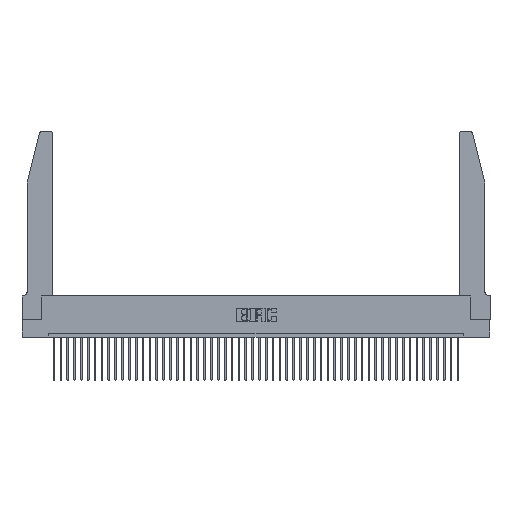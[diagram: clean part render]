
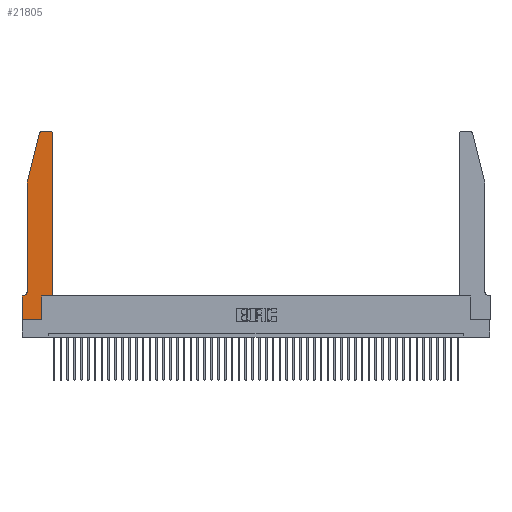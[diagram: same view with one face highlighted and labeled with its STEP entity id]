
A CAD part, top view. The second image highlights one B-rep face of the part: STEP entity #21805.
In plain terms, the highlighted planar face has unit normal (0, 0, 1).
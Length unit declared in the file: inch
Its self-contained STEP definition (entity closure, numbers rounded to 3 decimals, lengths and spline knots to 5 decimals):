
#655 = CARTESIAN_POINT ( 'NONE',  ( 0.0055, 0.42, 0.37 ) ) ;
#1077 = AXIS2_PLACEMENT_3D ( 'NONE', #42631, #2393, #24517 ) ;
#1148 = CARTESIAN_POINT ( 'NONE',  ( 0.4505, 2.72, 0.37 ) ) ;
#2150 = CARTESIAN_POINT ( 'NONE',  ( 0.284, 2.75, 0.37 ) ) ;
#2393 = DIRECTION ( 'NONE',  ( 0., 0., 1. ) ) ;
#2774 = LINE ( 'NONE', #18049, #29730 ) ;
#3518 = CARTESIAN_POINT ( 'NONE',  ( 0.2865, 0., 0.37 ) ) ;
#4027 = CARTESIAN_POINT ( 'NONE',  ( 0.4505, 0.35, 0.37 ) ) ;
#5443 = ORIENTED_EDGE ( 'NONE', *, *, #39121, .T. ) ;
#5686 = ORIENTED_EDGE ( 'NONE', *, *, #8909, .T. ) ;
#6291 = AXIS2_PLACEMENT_3D ( 'NONE', #655, #15463, #36779 ) ;
#6372 = DIRECTION ( 'NONE',  ( -1., 0., 0. ) ) ;
#7523 = EDGE_CURVE ( 'NONE', #13077, #28429, #28087, .T. ) ;
#7778 = EDGE_CURVE ( 'NONE', #36379, #34080, #2774, .T. ) ;
#8567 = VERTEX_POINT ( 'NONE', #36079 ) ;
#8687 = CIRCLE ( 'NONE', #6291, 0.07 ) ;
#8909 = EDGE_CURVE ( 'NONE', #39811, #15500, #14126, .T. ) ;
#9019 = DIRECTION ( 'NONE',  ( 1., 0., 0. ) ) ;
#9041 = ORIENTED_EDGE ( 'NONE', *, *, #32477, .T. ) ;
#9051 = LINE ( 'NONE', #17244, #22740 ) ;
#9632 = CARTESIAN_POINT ( 'NONE',  ( 0., 0., 0.37 ) ) ;
#9785 = CARTESIAN_POINT ( 'NONE',  ( 0.4205, 2.75, 0.37 ) ) ;
#10066 = EDGE_CURVE ( 'NONE', #28429, #47229, #28281, .T. ) ;
#12045 = CARTESIAN_POINT ( 'NONE',  ( 0.2865, 0.35, 0.37 ) ) ;
#12102 = ORIENTED_EDGE ( 'NONE', *, *, #14477, .T. ) ;
#13077 = VERTEX_POINT ( 'NONE', #1148 ) ;
#13242 = DIRECTION ( 'NONE',  ( 1., 0., 0. ) ) ;
#13291 = LINE ( 'NONE', #23155, #32190 ) ;
#13478 = ORIENTED_EDGE ( 'NONE', *, *, #7778, .T. ) ;
#13916 = CARTESIAN_POINT ( 'NONE',  ( 0., 0.35, 0.37 ) ) ;
#14085 = ORIENTED_EDGE ( 'NONE', *, *, #31542, .T. ) ;
#14126 = LINE ( 'NONE', #15907, #46749 ) ;
#14477 = EDGE_CURVE ( 'NONE', #34080, #39811, #15623, .T. ) ;
#15463 = DIRECTION ( 'NONE',  ( 0., 0., -1. ) ) ;
#15500 = VERTEX_POINT ( 'NONE', #38605 ) ;
#15623 = LINE ( 'NONE', #19589, #45971 ) ;
#15907 = CARTESIAN_POINT ( 'NONE',  ( 0.4505, 0.35, 0.37 ) ) ;
#15927 = DIRECTION ( 'NONE',  ( 0., 1., 0. ) ) ;
#16771 = ORIENTED_EDGE ( 'NONE', *, *, #33626, .T. ) ;
#17129 = CARTESIAN_POINT ( 'NONE',  ( 0.2605, 2.75, 0.37 ) ) ;
#17227 = VECTOR ( 'NONE', #38032, 39.37008 ) ;
#17244 = CARTESIAN_POINT ( 'NONE',  ( 0.0755, 2., 0.37 ) ) ;
#17827 = LINE ( 'NONE', #45349, #17227 ) ;
#18049 = CARTESIAN_POINT ( 'NONE',  ( 0., 0., 0.37 ) ) ;
#18232 = DIRECTION ( 'NONE',  ( 0., -1., 0. ) ) ;
#18619 = DIRECTION ( 'NONE',  ( 0., 1., 0. ) ) ;
#19287 = VERTEX_POINT ( 'NONE', #43426 ) ;
#19589 = CARTESIAN_POINT ( 'NONE',  ( 0.2865, 0.35, 0.37 ) ) ;
#20816 = VERTEX_POINT ( 'NONE', #13916 ) ;
#21560 = ORIENTED_EDGE ( 'NONE', *, *, #35083, .T. ) ;
#21805 = ADVANCED_FACE ( 'NONE', ( #47481 ), #44896, .T. ) ;
#22740 = VECTOR ( 'NONE', #31949, 39.37008 ) ;
#23155 = CARTESIAN_POINT ( 'NONE',  ( 0.0755, 0.35, 0.37 ) ) ;
#23639 = VECTOR ( 'NONE', #18619, 39.37008 ) ;
#24517 = DIRECTION ( 'NONE',  ( 1., 0., 0. ) ) ;
#26640 = CARTESIAN_POINT ( 'NONE',  ( 0.4205, 2.72, 0.37 ) ) ;
#27484 = CIRCLE ( 'NONE', #1077, 0.03 ) ;
#27706 = ORIENTED_EDGE ( 'NONE', *, *, #27992, .T. ) ;
#27992 = EDGE_CURVE ( 'NONE', #47229, #29366, #27484, .T. ) ;
#28087 = CIRCLE ( 'NONE', #36121, 0.03 ) ;
#28281 = LINE ( 'NONE', #17129, #32908 ) ;
#28429 = VERTEX_POINT ( 'NONE', #9785 ) ;
#28764 = ORIENTED_EDGE ( 'NONE', *, *, #40563, .T. ) ;
#29366 = VERTEX_POINT ( 'NONE', #36535 ) ;
#29730 = VECTOR ( 'NONE', #40326, 39.37008 ) ;
#31210 = ORIENTED_EDGE ( 'NONE', *, *, #10066, .T. ) ;
#31542 = EDGE_CURVE ( 'NONE', #20816, #36379, #38623, .T. ) ;
#31705 = LINE ( 'NONE', #4027, #23639 ) ;
#31768 = CARTESIAN_POINT ( 'NONE',  ( 0.0055, 0.35, 0.37 ) ) ;
#31949 = DIRECTION ( 'NONE',  ( 0., -1., 0. ) ) ;
#32190 = VECTOR ( 'NONE', #41300, 39.37008 ) ;
#32429 = EDGE_LOOP ( 'NONE', ( #31210, #27706, #16771, #21560, #5443, #9041, #14085, #13478, #12102, #5686, #28764, #37596 ) ) ;
#32477 = EDGE_CURVE ( 'NONE', #33182, #20816, #13291, .T. ) ;
#32700 = AXIS2_PLACEMENT_3D ( 'NONE', #44747, #39330, #13242 ) ;
#32908 = VECTOR ( 'NONE', #6372, 39.37008 ) ;
#33182 = VERTEX_POINT ( 'NONE', #31768 ) ;
#33626 = EDGE_CURVE ( 'NONE', #29366, #19287, #17827, .T. ) ;
#34038 = DIRECTION ( 'NONE',  ( 0., 0., 1. ) ) ;
#34080 = VERTEX_POINT ( 'NONE', #3518 ) ;
#35083 = EDGE_CURVE ( 'NONE', #19287, #8567, #9051, .T. ) ;
#36079 = CARTESIAN_POINT ( 'NONE',  ( 0.0755, 0.42, 0.37 ) ) ;
#36121 = AXIS2_PLACEMENT_3D ( 'NONE', #26640, #34038, #37902 ) ;
#36379 = VERTEX_POINT ( 'NONE', #9632 ) ;
#36535 = CARTESIAN_POINT ( 'NONE',  ( 0.25487, 2.72718, 0.37 ) ) ;
#36779 = DIRECTION ( 'NONE',  ( -1., 0., 0. ) ) ;
#37596 = ORIENTED_EDGE ( 'NONE', *, *, #7523, .T. ) ;
#37902 = DIRECTION ( 'NONE',  ( 1., 0., 0. ) ) ;
#38032 = DIRECTION ( 'NONE',  ( -0.239, -0.971, 0. ) ) ;
#38605 = CARTESIAN_POINT ( 'NONE',  ( 0.4505, 0.35, 0.37 ) ) ;
#38623 = LINE ( 'NONE', #39015, #47159 ) ;
#39015 = CARTESIAN_POINT ( 'NONE',  ( 0., 0., 0.37 ) ) ;
#39121 = EDGE_CURVE ( 'NONE', #8567, #33182, #8687, .T. ) ;
#39330 = DIRECTION ( 'NONE',  ( 0., 0., 1. ) ) ;
#39811 = VERTEX_POINT ( 'NONE', #12045 ) ;
#40326 = DIRECTION ( 'NONE',  ( 1., 0., 0. ) ) ;
#40563 = EDGE_CURVE ( 'NONE', #15500, #13077, #31705, .T. ) ;
#41300 = DIRECTION ( 'NONE',  ( -1., 0., 0. ) ) ;
#42631 = CARTESIAN_POINT ( 'NONE',  ( 0.284, 2.72, 0.37 ) ) ;
#43426 = CARTESIAN_POINT ( 'NONE',  ( 0.0755, 2., 0.37 ) ) ;
#44747 = CARTESIAN_POINT ( 'NONE',  ( 0., 0.35, 0.37 ) ) ;
#44896 = PLANE ( 'NONE',  #32700 ) ;
#45349 = CARTESIAN_POINT ( 'NONE',  ( 0.0755, 2., 0.37 ) ) ;
#45971 = VECTOR ( 'NONE', #15927, 39.37008 ) ;
#46749 = VECTOR ( 'NONE', #9019, 39.37008 ) ;
#47159 = VECTOR ( 'NONE', #18232, 39.37008 ) ;
#47229 = VERTEX_POINT ( 'NONE', #2150 ) ;
#47481 = FACE_OUTER_BOUND ( 'NONE', #32429, .T. ) ;
